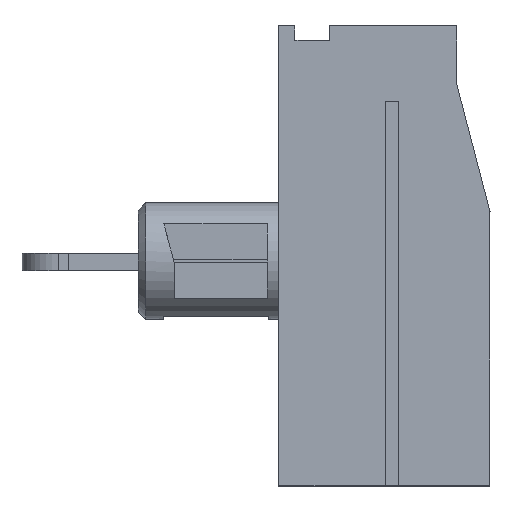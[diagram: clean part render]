
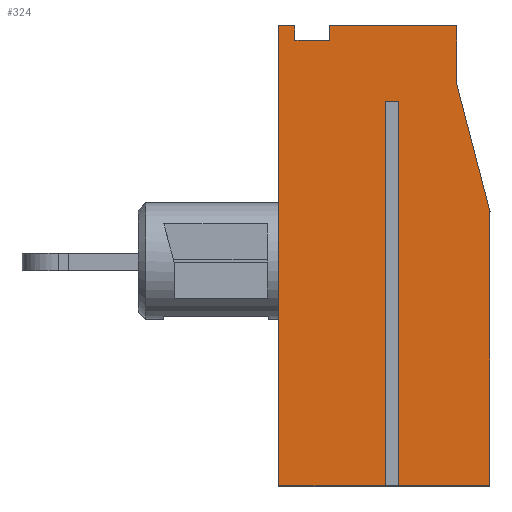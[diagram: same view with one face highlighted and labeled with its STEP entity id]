
A CAD part, top view. The second image highlights one B-rep face of the part: STEP entity #324.
In plain terms, the highlighted planar face has unit normal (0, 0, 1).
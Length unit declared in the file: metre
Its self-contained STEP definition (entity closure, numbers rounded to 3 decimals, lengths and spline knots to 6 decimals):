
#324=ADVANCED_FACE('',(#748),#749,.F.);
#748=FACE_OUTER_BOUND('',#1267,.T.);
#749=PLANE('',#1268);
#1267=EDGE_LOOP('',(#2252,#2253,#2254,#2255,#2256,#2257,#2258,#2259,#2260,#2261,#2262,#2263,#2264,#2265,#2266,#2267));
#1268=AXIS2_PLACEMENT_3D('',#2268,#2269,#2270);
#2252=ORIENTED_EDGE('',*,*,#3367,.T.);
#2253=ORIENTED_EDGE('',*,*,#3485,.T.);
#2254=ORIENTED_EDGE('',*,*,#3363,.T.);
#2255=ORIENTED_EDGE('',*,*,#3134,.F.);
#2256=ORIENTED_EDGE('',*,*,#3370,.T.);
#2257=ORIENTED_EDGE('',*,*,#3220,.F.);
#2258=ORIENTED_EDGE('',*,*,#3219,.T.);
#2259=ORIENTED_EDGE('',*,*,#3151,.T.);
#2260=ORIENTED_EDGE('',*,*,#3486,.T.);
#2261=ORIENTED_EDGE('',*,*,#3487,.T.);
#2262=ORIENTED_EDGE('',*,*,#3372,.T.);
#2263=ORIENTED_EDGE('',*,*,#3287,.T.);
#2264=ORIENTED_EDGE('',*,*,#3337,.T.);
#2265=ORIENTED_EDGE('',*,*,#3472,.T.);
#2266=ORIENTED_EDGE('',*,*,#3432,.T.);
#2267=ORIENTED_EDGE('',*,*,#3368,.T.);
#2268=CARTESIAN_POINT('',(0.014,0.0005,0.));
#2269=DIRECTION('',(0.,0.,-1.0));
#2270=DIRECTION('',(-1.0,0.0,0.));
#3134=EDGE_CURVE('',#3752,#3754,#3755,.T.);
#3151=EDGE_CURVE('',#3782,#3783,#3784,.T.);
#3219=EDGE_CURVE('',#3903,#3782,#3904,.T.);
#3220=EDGE_CURVE('',#3903,#3905,#3906,.T.);
#3287=EDGE_CURVE('',#4029,#4027,#4030,.T.);
#3337=EDGE_CURVE('',#4027,#4105,#4107,.T.);
#3363=EDGE_CURVE('',#4142,#3754,#4146,.T.);
#3367=EDGE_CURVE('',#4152,#4150,#4153,.T.);
#3368=EDGE_CURVE('',#4154,#4152,#4155,.T.);
#3370=EDGE_CURVE('',#3752,#3905,#4157,.T.);
#3372=EDGE_CURVE('',#4159,#4029,#4160,.T.);
#3432=EDGE_CURVE('',#4244,#4154,#4245,.T.);
#3472=EDGE_CURVE('',#4105,#4244,#4309,.T.);
#3485=EDGE_CURVE('',#4150,#4142,#4326,.T.);
#3486=EDGE_CURVE('',#3783,#4327,#4328,.T.);
#3487=EDGE_CURVE('',#4327,#4159,#4329,.T.);
#3752=VERTEX_POINT('',#4694);
#3754=VERTEX_POINT('',#4697);
#3755=LINE('',#4698,#4699);
#3782=VERTEX_POINT('',#4736);
#3783=VERTEX_POINT('',#4737);
#3784=LINE('',#4738,#4739);
#3903=VERTEX_POINT('',#4953);
#3904=LINE('',#4954,#4955);
#3905=VERTEX_POINT('',#4956);
#3906=LINE('',#4957,#4958);
#4027=VERTEX_POINT('',#5147);
#4029=VERTEX_POINT('',#5150);
#4030=LINE('',#5151,#5152);
#4105=VERTEX_POINT('',#5265);
#4107=LINE('',#5268,#5269);
#4142=VERTEX_POINT('',#5321);
#4146=LINE('',#5327,#5328);
#4150=VERTEX_POINT('',#5333);
#4152=VERTEX_POINT('',#5336);
#4153=LINE('',#5337,#5338);
#4154=VERTEX_POINT('',#5339);
#4155=LINE('',#5340,#5341);
#4157=LINE('',#5344,#5345);
#4159=VERTEX_POINT('',#5347);
#4160=LINE('',#5348,#5349);
#4244=VERTEX_POINT('',#5471);
#4245=LINE('',#5472,#5473);
#4309=LINE('',#5563,#5564);
#4326=LINE('',#5588,#5589);
#4327=VERTEX_POINT('',#5590);
#4328=LINE('',#5591,#5592);
#4329=LINE('',#5593,#5594);
#4694=CARTESIAN_POINT('',(0.008199,0.,0.));
#4697=CARTESIAN_POINT('',(0.0082,0.0264,0.));
#4698=CARTESIAN_POINT('',(0.008199,-0.0021,0.));
#4699=VECTOR('',#6042,1.0);
#4736=CARTESIAN_POINT('',(0.0145,0.018852,0.));
#4737=CARTESIAN_POINT('',(0.0122,0.02765,0.0));
#4738=CARTESIAN_POINT('',(0.0122,0.02765,0.0));
#4739=VECTOR('',#6059,1.0);
#4953=CARTESIAN_POINT('',(0.0145,0.0012,0.));
#4954=CARTESIAN_POINT('',(0.0145,0.018852,0.));
#4955=VECTOR('',#6113,1.0);
#4956=CARTESIAN_POINT('',(0.0145,0.0,0.0));
#4957=CARTESIAN_POINT('',(0.0145,0.0,0.0));
#4958=VECTOR('',#6114,1.0);
#5147=CARTESIAN_POINT('',(0.0011,0.0306,0.0));
#5150=CARTESIAN_POINT('',(0.0035,0.0306,0.));
#5151=CARTESIAN_POINT('',(0.0011,0.0306,0.0));
#5152=VECTOR('',#6176,1.0);
#5265=CARTESIAN_POINT('',(0.0011,0.0316,0.));
#5268=CARTESIAN_POINT('',(0.0011,0.0316,0.));
#5269=VECTOR('',#6219,1.0);
#5321=CARTESIAN_POINT('',(0.007302,0.0264,0.));
#5327=CARTESIAN_POINT('',(0.013,0.0264,0.));
#5328=VECTOR('',#6239,1.0);
#5333=CARTESIAN_POINT('',(0.007302,0.,0.));
#5336=CARTESIAN_POINT('',(0.0011,0.,0.));
#5337=CARTESIAN_POINT('',(0.0011,0.,0.));
#5338=VECTOR('',#6242,1.0);
#5339=CARTESIAN_POINT('',(0.,0.,0.));
#5340=CARTESIAN_POINT('',(0.0011,0.,0.));
#5341=VECTOR('',#6243,1.0);
#5344=CARTESIAN_POINT('',(0.0011,0.,0.));
#5345=VECTOR('',#6245,1.0);
#5347=CARTESIAN_POINT('',(0.0035,0.0316,0.));
#5348=CARTESIAN_POINT('',(0.0035,0.0306,0.));
#5349=VECTOR('',#6246,1.0);
#5471=CARTESIAN_POINT('',(0.,0.0316,0.));
#5472=CARTESIAN_POINT('',(0.,0.,0.));
#5473=VECTOR('',#6297,1.0);
#5563=CARTESIAN_POINT('',(0.,0.0316,0.));
#5564=VECTOR('',#6336,1.0);
#5588=CARTESIAN_POINT('',(0.007302,-0.0021,0.));
#5589=VECTOR('',#6344,1.0);
#5590=CARTESIAN_POINT('',(0.0122,0.0316,0.));
#5591=CARTESIAN_POINT('',(0.0122,0.0316,0.));
#5592=VECTOR('',#6345,1.0);
#5593=CARTESIAN_POINT('',(0.0035,0.0316,0.));
#5594=VECTOR('',#6346,1.0);
#6042=DIRECTION('',(0.,1.,0.));
#6059=DIRECTION('',(-0.253,0.967,0.));
#6113=DIRECTION('',(0.,1.,0.));
#6114=DIRECTION('',(0.,-1.,0.));
#6176=DIRECTION('',(-1.,0.,0.));
#6219=DIRECTION('',(0.,1.,0.));
#6239=DIRECTION('',(1.,0.,0.));
#6242=DIRECTION('',(1.,0.,0.));
#6243=DIRECTION('',(1.,0.,0.));
#6245=DIRECTION('',(1.,0.,0.));
#6246=DIRECTION('',(0.,-1.,0.));
#6297=DIRECTION('',(0.,-1.,0.));
#6336=DIRECTION('',(-1.,0.,0.));
#6344=DIRECTION('',(0.,1.,0.));
#6345=DIRECTION('',(0.,1.,0.));
#6346=DIRECTION('',(-1.,0.,0.));
